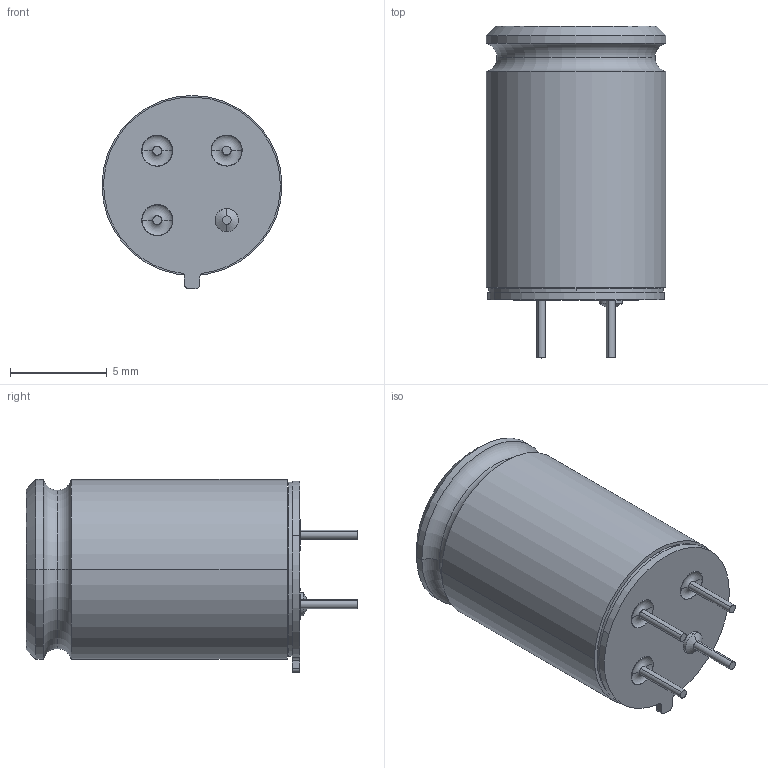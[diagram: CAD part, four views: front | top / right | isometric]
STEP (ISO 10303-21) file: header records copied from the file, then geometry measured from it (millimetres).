
FILE_DESCRIPTION((''),'2;1');
FILE_NAME('MLX90621BAD_40X10_-_ALTIUM_ASM','2018-09-16T',('jre'),(''),'PRO/ENGINEER BY PARAMETRIC TECHNOLOGY CORPORATION, 2010280','PRO/ENGINEER BY PARAMETRIC TECHNOLOGY CORPORATION, 2010280','');
FILE_SCHEMA(('CONFIG_CONTROL_DESIGN'));
Length unit declared in the file: millimetre
Products named in the file (15): CIRPATTERN3_2_; CIRPATTERN3_1_; BODY-MOVE_COPY8; INDENT27; MLX90621BAD_40X10_CAP_ANY_ASM; PRT0005; PRT0006; PRT0007; PRT0008; ASM0002_ASM; MLX90621BAD_40X10_APPERTURE_ANY; PRT0009; MLX90621BAD_40X10_-_ALTIUM_ANY_ASM; _MLX90621BAD_40X10_-_ALTIUM; MLX90621BAD_40X10_-_ALTIUM_ASM
Assembly tree (18 placements, depth 4):
  MLX90621BAD_40X10_-_ALTIUM_ASM
    MLX90621BAD_40X10_-_ALTIUM_ANY_ASM
      MLX90621BAD_40X10_CAP_ANY_ASM
        CIRPATTERN3_2_
        CIRPATTERN3_1_
        BODY-MOVE_COPY8
        INDENT27
      ASM0002_ASM
        PRT0005  x3
        PRT0006
        PRT0007  x3
        PRT0008
      MLX90621BAD_40X10_APPERTURE_ANY
      PRT0009
    _MLX90621BAD_40X10_-_ALTIUM
Bounding box: 9.3 x 17.15 x 9.98 mm (x, y, z)
Volume: 534.7 mm3; surface area: 1631.9 mm2
Topology: 14 solids, 14 shells, 258 faces, 586 edges, 372 vertices
Faces by surface type: cylinder 100, plane 96, cone 32, torus 28, revolution 2
Entity records: 6790 total; most frequent: DIRECTION 1299, CARTESIAN_POINT 1124, ORIENTED_EDGE 1024, AXIS2_PLACEMENT_3D 520, EDGE_CURVE 512, VERTEX_POINT 324, VECTOR 257, LINE 257
